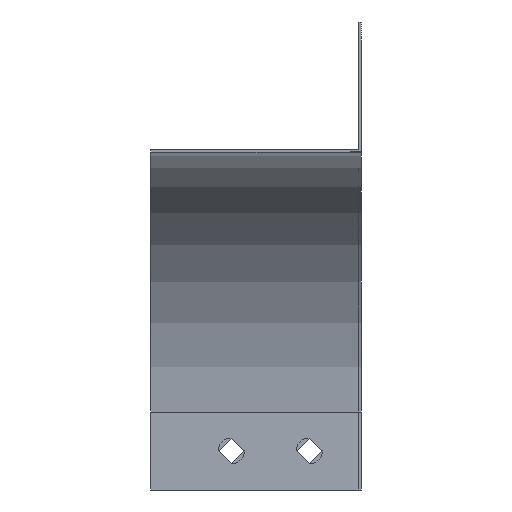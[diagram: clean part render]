
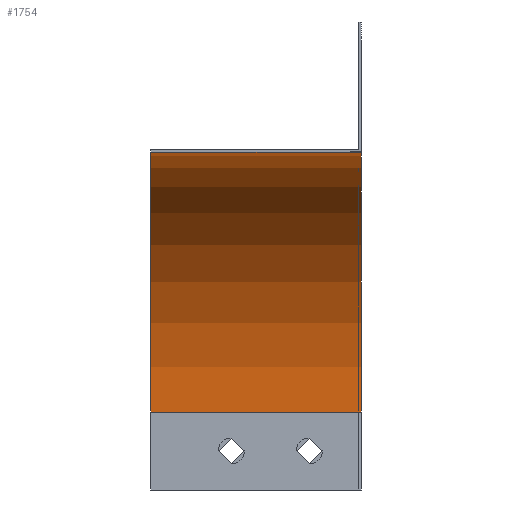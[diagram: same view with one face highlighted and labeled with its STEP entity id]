
A CAD part, left-side view. The second image highlights one B-rep face of the part: STEP entity #1754.
In plain terms, the highlighted cylindrical face has radius 100 mm (diameter 200 mm), a partial arc.
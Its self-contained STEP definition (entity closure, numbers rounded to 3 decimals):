
#21 = FACE_OUTER_BOUND ( 'NONE', #107, .T. ) ;
#28 = CYLINDRICAL_SURFACE ( 'NONE', #146, 100. ) ;
#107 = EDGE_LOOP ( 'NONE', ( #467, #468, #469, #470 ) ) ;
#146 = AXIS2_PLACEMENT_3D ( 'NONE', #1647, #1646, #1642 ) ;
#202 = AXIS2_PLACEMENT_3D ( 'NONE', #971, #972, #973 ) ;
#203 = AXIS2_PLACEMENT_3D ( 'NONE', #965, #966, #967 ) ;
#300 = EDGE_CURVE ( 'NONE', #1399, #1388, #744, .T. ) ;
#302 = EDGE_CURVE ( 'NONE', #1388, #1328, #748, .T. ) ;
#303 = EDGE_CURVE ( 'NONE', #1331, #1328, #750, .T. ) ;
#304 = EDGE_CURVE ( 'NONE', #1331, #1399, #746, .T. ) ;
#467 = ORIENTED_EDGE ( 'NONE', *, *, #302, .T. ) ;
#468 = ORIENTED_EDGE ( 'NONE', *, *, #303, .F. ) ;
#469 = ORIENTED_EDGE ( 'NONE', *, *, #304, .T. ) ;
#470 = ORIENTED_EDGE ( 'NONE', *, *, #300, .T. ) ;
#744 = LINE ( 'NONE', #960, #747 ) ;
#746 = CIRCLE ( 'NONE', #202, 100. ) ;
#747 = VECTOR ( 'NONE', #962, 1000. ) ;
#748 = CIRCLE ( 'NONE', #203, 100. ) ;
#750 = LINE ( 'NONE', #961, #752 ) ;
#752 = VECTOR ( 'NONE', #955, 1000. ) ;
#955 = DIRECTION ( 'NONE',  ( 0., -1., 0. ) ) ;
#960 = CARTESIAN_POINT ( 'NONE',  ( -150., 1., -150. ) ) ;
#961 = CARTESIAN_POINT ( 'NONE',  ( -250., 1., -50. ) ) ;
#962 = DIRECTION ( 'NONE',  ( 0., -1., 0. ) ) ;
#965 = CARTESIAN_POINT ( 'NONE',  ( -250., 0., -150. ) ) ;
#966 = DIRECTION ( 'NONE',  ( 0., -1., 0. ) ) ;
#967 = DIRECTION ( 'NONE',  ( 0., 0., -1. ) ) ;
#971 = CARTESIAN_POINT ( 'NONE',  ( -250., 81., -150. ) ) ;
#972 = DIRECTION ( 'NONE',  ( 0., 1., 0. ) ) ;
#973 = DIRECTION ( 'NONE',  ( 0., 0., 1. ) ) ;
#1328 = VERTEX_POINT ( 'NONE', #1462 ) ;
#1331 = VERTEX_POINT ( 'NONE', #1465 ) ;
#1388 = VERTEX_POINT ( 'NONE', #1522 ) ;
#1399 = VERTEX_POINT ( 'NONE', #1533 ) ;
#1462 = CARTESIAN_POINT ( 'NONE',  ( -250., 0., -50. ) ) ;
#1465 = CARTESIAN_POINT ( 'NONE',  ( -250., 81., -50. ) ) ;
#1522 = CARTESIAN_POINT ( 'NONE',  ( -150., 0., -150. ) ) ;
#1533 = CARTESIAN_POINT ( 'NONE',  ( -150., 81., -150. ) ) ;
#1642 = DIRECTION ( 'NONE',  ( 0., 0., -1. ) ) ;
#1646 = DIRECTION ( 'NONE',  ( 0., -1., 0. ) ) ;
#1647 = CARTESIAN_POINT ( 'NONE',  ( -250., 1., -150. ) ) ;
#1754 = ADVANCED_FACE ( 'NONE', ( #21 ), #28, .F. ) ;
